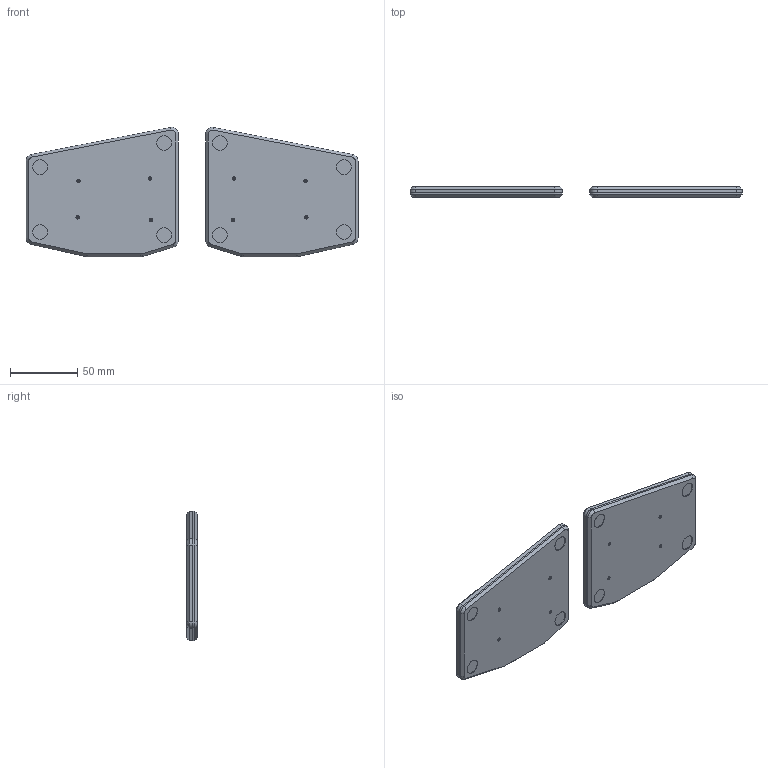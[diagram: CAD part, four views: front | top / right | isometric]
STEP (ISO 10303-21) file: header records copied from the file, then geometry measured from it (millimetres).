
FILE_DESCRIPTION(/* description */ ('','CAx-IF Rec.Pracs.---Representation and Presentation of Product Manufacturing Information (PMI)---4.0---2014-10-13'),/* implementation_level */ '2;1');
FILE_NAME(/* name */ 'case.stp',/* time_stamp */ '2023-07-18T11:34:52+02:00',/* author */ ('gabri'),/* organization */ (''),/* preprocessor_version */ 'ST-DEVELOPER v19.2',/* originating_system */ 'Autodesk Inventor 2024',/* authorisation */ '');
FILE_SCHEMA (('AP242_MANAGED_MODEL_BASED_3D_ENGINEERING_MIM_LF { 1 0 10303 442 1 1 4 }'));
Length unit declared in the file: millimetre
Products named in the file (1): case
Bounding box: 247.7 x 8.05 x 96.41 mm (x, y, z)
Volume: 62840.4 mm3; surface area: 72892 mm2
Topology: 4 solids, 4 shells, 1090 faces, 2912 edges, 1908 vertices
Faces by surface type: plane 594, cylinder 472, cone 24
Full cylindrical faces by diameter (mm): 1.221 x16, 2.5 x8, 4.81 x36, 11 x8
Entity records: 39660 total; most frequent: CARTESIAN_POINT 7973, DIRECTION 6702, ORIENTED_EDGE 5824, EDGE_CURVE 2912, AXIS2_PLACEMENT_3D 2387, LINE 1928, VECTOR 1928, VERTEX_POINT 1908
